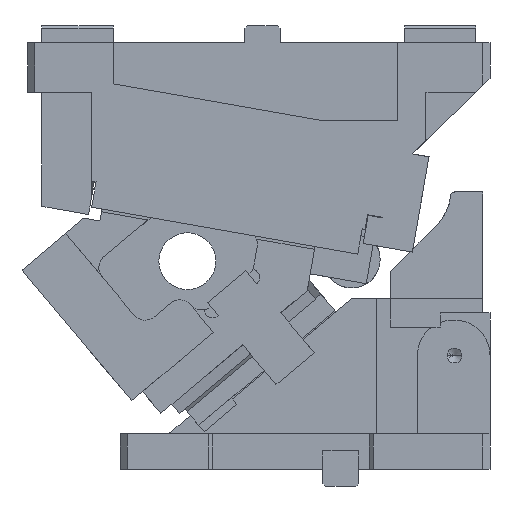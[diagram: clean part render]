
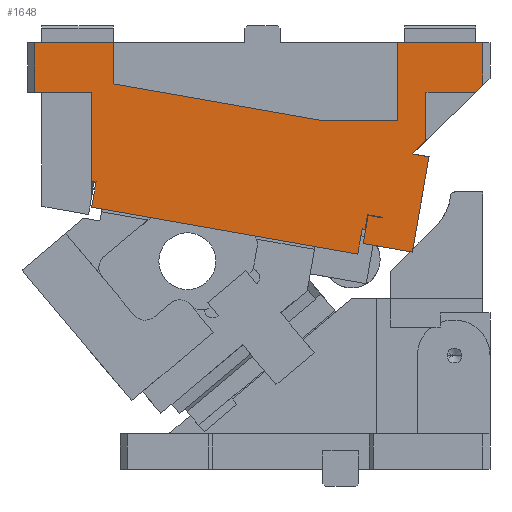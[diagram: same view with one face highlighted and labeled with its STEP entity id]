
A CAD part, left-side view. The second image highlights one B-rep face of the part: STEP entity #1648.
In plain terms, the highlighted planar face has unit normal (-1, 0, 0).
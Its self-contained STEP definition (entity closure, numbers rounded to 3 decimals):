
#461=CARTESIAN_POINT('Vertex',(-445.316,1099.078,-29.867)) ;
#464=CARTESIAN_POINT('Line Origine',(-445.316,1101.715,-32.434)) ;
#468=CARTESIAN_POINT('Vertex',(-445.316,1104.351,-35.)) ;
#489=CARTESIAN_POINT('Vertex',(-445.316,1139.078,-68.806)) ;
#492=CARTESIAN_POINT('Line Origine',(-445.316,1143.917,-73.517)) ;
#496=CARTESIAN_POINT('Vertex',(-445.316,1148.757,-78.228)) ;
#1435=CARTESIAN_POINT('Vertex',(-445.316,1099.078,0.)) ;
#1438=CARTESIAN_POINT('Line Origine',(-445.316,1099.078,-14.934)) ;
#1450=CARTESIAN_POINT('Axis2P3D Location',(-445.316,1254.933,-58.18)) ;
#1455=CARTESIAN_POINT('Line Origine',(-445.316,1139.078,-51.903)) ;
#1459=CARTESIAN_POINT('Vertex',(-445.316,1139.078,-35.)) ;
#1462=CARTESIAN_POINT('Line Origine',(-445.316,1121.715,-35.)) ;
#1467=CARTESIAN_POINT('Line Origine',(-445.316,1129.078,0.)) ;
#1471=CARTESIAN_POINT('Vertex',(-445.316,1159.078,0.)) ;
#1474=CARTESIAN_POINT('Line Origine',(-445.316,1159.078,-27.5)) ;
#1478=CARTESIAN_POINT('Vertex',(-445.316,1159.078,-55.)) ;
#1481=CARTESIAN_POINT('Line Origine',(-445.316,1185.231,-55.)) ;
#1485=CARTESIAN_POINT('Vertex',(-445.316,1211.383,-55.)) ;
#1488=CARTESIAN_POINT('Line Origine',(-445.316,1285.231,-41.979)) ;
#1492=CARTESIAN_POINT('Vertex',(-445.316,1359.078,-28.957)) ;
#1495=CARTESIAN_POINT('Line Origine',(-445.316,1359.078,-14.479)) ;
#1499=CARTESIAN_POINT('Vertex',(-445.316,1359.078,0.)) ;
#1502=CARTESIAN_POINT('Line Origine',(-445.316,1386.578,0.)) ;
#1506=CARTESIAN_POINT('Vertex',(-445.316,1414.078,0.)) ;
#1509=CARTESIAN_POINT('Line Origine',(-445.316,1414.078,-17.5)) ;
#1513=CARTESIAN_POINT('Vertex',(-445.316,1414.078,-35.)) ;
#1516=CARTESIAN_POINT('Line Origine',(-445.316,1394.078,-35.)) ;
#1520=CARTESIAN_POINT('Vertex',(-445.316,1374.078,-35.)) ;
#1523=CARTESIAN_POINT('Line Origine',(-445.316,1374.078,-66.196)) ;
#1527=CARTESIAN_POINT('Vertex',(-445.316,1374.078,-97.392)) ;
#1530=CARTESIAN_POINT('Line Origine',(-445.316,1372.566,-97.659)) ;
#1534=CARTESIAN_POINT('Vertex',(-445.316,1371.054,-97.926)) ;
#1537=CARTESIAN_POINT('Line Origine',(-445.316,1372.617,-106.789)) ;
#1541=CARTESIAN_POINT('Vertex',(-445.316,1374.18,-115.652)) ;
#1544=CARTESIAN_POINT('Line Origine',(-445.316,1280.623,-132.149)) ;
#1548=CARTESIAN_POINT('Vertex',(-445.316,1187.066,-148.645)) ;
#1551=CARTESIAN_POINT('Line Origine',(-445.316,1185.504,-139.782)) ;
#1555=CARTESIAN_POINT('Vertex',(-445.316,1183.941,-130.919)) ;
#1558=CARTESIAN_POINT('Line Origine',(-445.316,1182.956,-131.092)) ;
#1562=CARTESIAN_POINT('Vertex',(-445.316,1181.971,-131.266)) ;
#1565=CARTESIAN_POINT('Line Origine',(-445.316,1181.059,-126.096)) ;
#1569=CARTESIAN_POINT('Vertex',(-445.316,1180.148,-120.926)) ;
#1572=CARTESIAN_POINT('Line Origine',(-445.316,1174.978,-121.837)) ;
#1576=CARTESIAN_POINT('Vertex',(-445.316,1169.807,-122.749)) ;
#1579=CARTESIAN_POINT('Line Origine',(-445.316,1169.851,-122.995)) ;
#1583=CARTESIAN_POINT('Vertex',(-445.316,1169.894,-123.241)) ;
#1586=CARTESIAN_POINT('Line Origine',(-445.316,1174.818,-122.373)) ;
#1590=CARTESIAN_POINT('Vertex',(-445.316,1179.742,-121.505)) ;
#1593=CARTESIAN_POINT('Line Origine',(-445.316,1181.479,-131.353)) ;
#1597=CARTESIAN_POINT('Vertex',(-445.316,1183.215,-141.201)) ;
#1600=CARTESIAN_POINT('Line Origine',(-445.316,1165.981,-144.24)) ;
#1604=CARTESIAN_POINT('Vertex',(-445.316,1148.747,-147.279)) ;
#1607=CARTESIAN_POINT('Line Origine',(-445.316,1142.843,-113.795)) ;
#1611=CARTESIAN_POINT('Vertex',(-445.316,1136.939,-80.312)) ;
#1614=CARTESIAN_POINT('Line Origine',(-445.316,1142.848,-79.27)) ;
#465=DIRECTION('Vector Direction',(0.,0.717,-0.698)) ;
#493=DIRECTION('Vector Direction',(0.,0.717,-0.698)) ;
#1439=DIRECTION('Vector Direction',(0.,0.,-1.)) ;
#1451=DIRECTION('Axis2P3D Direction',(1.,0.,0.)) ;
#1452=DIRECTION('Axis2P3D XDirection',(0.,1.,0.)) ;
#1456=DIRECTION('Vector Direction',(0.,0.,1.)) ;
#1463=DIRECTION('Vector Direction',(0.,-1.,0.)) ;
#1468=DIRECTION('Vector Direction',(0.,-1.,0.)) ;
#1475=DIRECTION('Vector Direction',(0.,0.,-1.)) ;
#1482=DIRECTION('Vector Direction',(0.,1.,0.)) ;
#1489=DIRECTION('Vector Direction',(0.,-0.985,-0.174)) ;
#1496=DIRECTION('Vector Direction',(0.,0.,1.)) ;
#1503=DIRECTION('Vector Direction',(0.,1.,0.)) ;
#1510=DIRECTION('Vector Direction',(0.,0.,1.)) ;
#1517=DIRECTION('Vector Direction',(0.,-1.,0.)) ;
#1524=DIRECTION('Vector Direction',(0.,0.,-1.)) ;
#1531=DIRECTION('Vector Direction',(0.,-0.985,-0.174)) ;
#1538=DIRECTION('Vector Direction',(0.,-0.174,0.985)) ;
#1545=DIRECTION('Vector Direction',(0.,-0.985,-0.174)) ;
#1552=DIRECTION('Vector Direction',(0.,-0.174,0.985)) ;
#1559=DIRECTION('Vector Direction',(0.,-0.985,-0.174)) ;
#1566=DIRECTION('Vector Direction',(0.,-0.174,0.985)) ;
#1573=DIRECTION('Vector Direction',(0.,-0.985,-0.174)) ;
#1580=DIRECTION('Vector Direction',(0.,0.174,-0.985)) ;
#1587=DIRECTION('Vector Direction',(0.,-0.985,-0.174)) ;
#1594=DIRECTION('Vector Direction',(0.,-0.174,0.985)) ;
#1601=DIRECTION('Vector Direction',(0.,-0.985,-0.174)) ;
#1608=DIRECTION('Vector Direction',(0.,-0.174,0.985)) ;
#1615=DIRECTION('Vector Direction',(0.,0.985,0.174)) ;
#1453=AXIS2_PLACEMENT_3D('Plane Axis2P3D',#1450,#1451,#1452) ;
#1620=ORIENTED_EDGE('',*,*,#498,.F.) ;
#1621=ORIENTED_EDGE('',*,*,#1461,.T.) ;
#1622=ORIENTED_EDGE('',*,*,#1466,.T.) ;
#1623=ORIENTED_EDGE('',*,*,#470,.F.) ;
#1624=ORIENTED_EDGE('',*,*,#1442,.F.) ;
#1625=ORIENTED_EDGE('',*,*,#1473,.F.) ;
#1626=ORIENTED_EDGE('',*,*,#1480,.T.) ;
#1627=ORIENTED_EDGE('',*,*,#1487,.T.) ;
#1628=ORIENTED_EDGE('',*,*,#1494,.F.) ;
#1629=ORIENTED_EDGE('',*,*,#1501,.T.) ;
#1630=ORIENTED_EDGE('',*,*,#1508,.T.) ;
#1631=ORIENTED_EDGE('',*,*,#1515,.F.) ;
#1632=ORIENTED_EDGE('',*,*,#1522,.T.) ;
#1633=ORIENTED_EDGE('',*,*,#1529,.T.) ;
#1634=ORIENTED_EDGE('',*,*,#1536,.T.) ;
#1635=ORIENTED_EDGE('',*,*,#1543,.F.) ;
#1636=ORIENTED_EDGE('',*,*,#1550,.F.) ;
#1637=ORIENTED_EDGE('',*,*,#1557,.T.) ;
#1638=ORIENTED_EDGE('',*,*,#1564,.T.) ;
#1639=ORIENTED_EDGE('',*,*,#1571,.T.) ;
#1640=ORIENTED_EDGE('',*,*,#1578,.T.) ;
#1641=ORIENTED_EDGE('',*,*,#1585,.T.) ;
#1642=ORIENTED_EDGE('',*,*,#1592,.F.) ;
#1643=ORIENTED_EDGE('',*,*,#1599,.F.) ;
#1644=ORIENTED_EDGE('',*,*,#1606,.T.) ;
#1645=ORIENTED_EDGE('',*,*,#1613,.T.) ;
#1646=ORIENTED_EDGE('',*,*,#1618,.T.) ;
#466=VECTOR('Line Direction',#465,1.) ;
#494=VECTOR('Line Direction',#493,1.) ;
#1440=VECTOR('Line Direction',#1439,1.) ;
#1457=VECTOR('Line Direction',#1456,1.) ;
#1464=VECTOR('Line Direction',#1463,1.) ;
#1469=VECTOR('Line Direction',#1468,1.) ;
#1476=VECTOR('Line Direction',#1475,1.) ;
#1483=VECTOR('Line Direction',#1482,1.) ;
#1490=VECTOR('Line Direction',#1489,1.) ;
#1497=VECTOR('Line Direction',#1496,1.) ;
#1504=VECTOR('Line Direction',#1503,1.) ;
#1511=VECTOR('Line Direction',#1510,1.) ;
#1518=VECTOR('Line Direction',#1517,1.) ;
#1525=VECTOR('Line Direction',#1524,1.) ;
#1532=VECTOR('Line Direction',#1531,1.) ;
#1539=VECTOR('Line Direction',#1538,1.) ;
#1546=VECTOR('Line Direction',#1545,1.) ;
#1553=VECTOR('Line Direction',#1552,1.) ;
#1560=VECTOR('Line Direction',#1559,1.) ;
#1567=VECTOR('Line Direction',#1566,1.) ;
#1574=VECTOR('Line Direction',#1573,1.) ;
#1581=VECTOR('Line Direction',#1580,1.) ;
#1588=VECTOR('Line Direction',#1587,1.) ;
#1595=VECTOR('Line Direction',#1594,1.) ;
#1602=VECTOR('Line Direction',#1601,1.) ;
#1609=VECTOR('Line Direction',#1608,1.) ;
#1616=VECTOR('Line Direction',#1615,1.) ;
#1648=ADVANCED_FACE('CAM HOLDER',(#1647),#1454,.F.) ;
#470=EDGE_CURVE('',#462,#469,#467,.T.) ;
#498=EDGE_CURVE('',#490,#497,#495,.T.) ;
#1442=EDGE_CURVE('',#1436,#462,#1441,.T.) ;
#1461=EDGE_CURVE('',#490,#1460,#1458,.T.) ;
#1466=EDGE_CURVE('',#1460,#469,#1465,.T.) ;
#1473=EDGE_CURVE('',#1472,#1436,#1470,.T.) ;
#1480=EDGE_CURVE('',#1472,#1479,#1477,.T.) ;
#1487=EDGE_CURVE('',#1479,#1486,#1484,.T.) ;
#1494=EDGE_CURVE('',#1493,#1486,#1491,.T.) ;
#1501=EDGE_CURVE('',#1493,#1500,#1498,.T.) ;
#1508=EDGE_CURVE('',#1500,#1507,#1505,.T.) ;
#1515=EDGE_CURVE('',#1514,#1507,#1512,.T.) ;
#1522=EDGE_CURVE('',#1514,#1521,#1519,.T.) ;
#1529=EDGE_CURVE('',#1521,#1528,#1526,.T.) ;
#1536=EDGE_CURVE('',#1528,#1535,#1533,.T.) ;
#1543=EDGE_CURVE('',#1542,#1535,#1540,.T.) ;
#1550=EDGE_CURVE('',#1549,#1542,#1547,.F.) ;
#1557=EDGE_CURVE('',#1549,#1556,#1554,.T.) ;
#1564=EDGE_CURVE('',#1556,#1563,#1561,.T.) ;
#1571=EDGE_CURVE('',#1563,#1570,#1568,.T.) ;
#1578=EDGE_CURVE('',#1570,#1577,#1575,.T.) ;
#1585=EDGE_CURVE('',#1577,#1584,#1582,.T.) ;
#1592=EDGE_CURVE('',#1591,#1584,#1589,.T.) ;
#1599=EDGE_CURVE('',#1598,#1591,#1596,.T.) ;
#1606=EDGE_CURVE('',#1598,#1605,#1603,.T.) ;
#1613=EDGE_CURVE('',#1605,#1612,#1610,.T.) ;
#1618=EDGE_CURVE('',#1612,#497,#1617,.T.) ;
#1619=EDGE_LOOP('',(#1620,#1621,#1622,#1623,#1624,#1625,#1626,#1627,#1628,#1629,#1630,#1631,#1632,#1633,#1634,#1635,#1636,#1637,#1638,#1639,#1640,#1641,#1642,#1643,#1644,#1645,#1646)) ;
#1647=FACE_OUTER_BOUND('',#1619,.T.) ;
#467=LINE('Line',#464,#466) ;
#495=LINE('Line',#492,#494) ;
#1441=LINE('Line',#1438,#1440) ;
#1458=LINE('Line',#1455,#1457) ;
#1465=LINE('Line',#1462,#1464) ;
#1470=LINE('Line',#1467,#1469) ;
#1477=LINE('Line',#1474,#1476) ;
#1484=LINE('Line',#1481,#1483) ;
#1491=LINE('Line',#1488,#1490) ;
#1498=LINE('Line',#1495,#1497) ;
#1505=LINE('Line',#1502,#1504) ;
#1512=LINE('Line',#1509,#1511) ;
#1519=LINE('Line',#1516,#1518) ;
#1526=LINE('Line',#1523,#1525) ;
#1533=LINE('Line',#1530,#1532) ;
#1540=LINE('Line',#1537,#1539) ;
#1547=LINE('Line',#1544,#1546) ;
#1554=LINE('Line',#1551,#1553) ;
#1561=LINE('Line',#1558,#1560) ;
#1568=LINE('Line',#1565,#1567) ;
#1575=LINE('Line',#1572,#1574) ;
#1582=LINE('Line',#1579,#1581) ;
#1589=LINE('Line',#1586,#1588) ;
#1596=LINE('Line',#1593,#1595) ;
#1603=LINE('Line',#1600,#1602) ;
#1610=LINE('Line',#1607,#1609) ;
#1617=LINE('Line',#1614,#1616) ;
#1454=PLANE('Plane',#1453) ;
#462=VERTEX_POINT('',#461) ;
#469=VERTEX_POINT('',#468) ;
#490=VERTEX_POINT('',#489) ;
#497=VERTEX_POINT('',#496) ;
#1436=VERTEX_POINT('',#1435) ;
#1460=VERTEX_POINT('',#1459) ;
#1472=VERTEX_POINT('',#1471) ;
#1479=VERTEX_POINT('',#1478) ;
#1486=VERTEX_POINT('',#1485) ;
#1493=VERTEX_POINT('',#1492) ;
#1500=VERTEX_POINT('',#1499) ;
#1507=VERTEX_POINT('',#1506) ;
#1514=VERTEX_POINT('',#1513) ;
#1521=VERTEX_POINT('',#1520) ;
#1528=VERTEX_POINT('',#1527) ;
#1535=VERTEX_POINT('',#1534) ;
#1542=VERTEX_POINT('',#1541) ;
#1549=VERTEX_POINT('',#1548) ;
#1556=VERTEX_POINT('',#1555) ;
#1563=VERTEX_POINT('',#1562) ;
#1570=VERTEX_POINT('',#1569) ;
#1577=VERTEX_POINT('',#1576) ;
#1584=VERTEX_POINT('',#1583) ;
#1591=VERTEX_POINT('',#1590) ;
#1598=VERTEX_POINT('',#1597) ;
#1605=VERTEX_POINT('',#1604) ;
#1612=VERTEX_POINT('',#1611) ;
